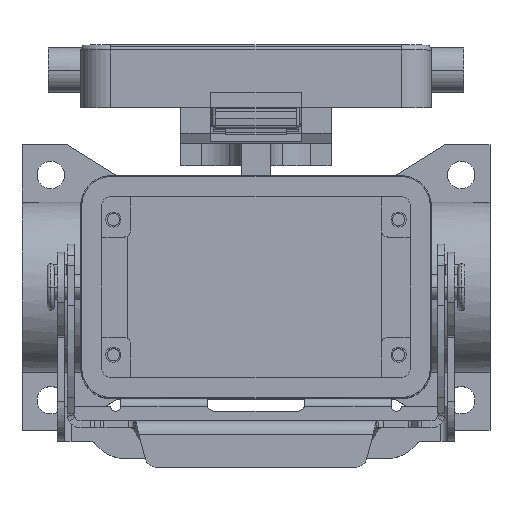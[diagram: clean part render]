
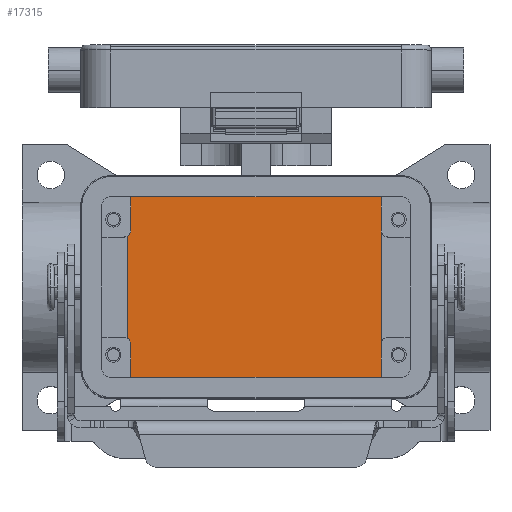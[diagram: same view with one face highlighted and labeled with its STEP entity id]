
A CAD part, top view. The second image highlights one B-rep face of the part: STEP entity #17315.
In plain terms, the highlighted planar face has unit normal (0, 0, 1).
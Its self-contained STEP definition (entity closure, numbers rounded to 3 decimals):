
#17242=CARTESIAN_POINT('',(0.0,0.,-62.0));
#17243=DIRECTION('',(0.0,0.0,1.0));
#17244=DIRECTION('',(1.0,0.0,0.0));
#17245=AXIS2_PLACEMENT_3D('',#17242,#17243,#17244);
#17246=PLANE('',#17245);
#17247=CARTESIAN_POINT('',(-25.75,10.201,-62.0));
#17248=VERTEX_POINT('',#17247);
#17249=CARTESIAN_POINT('',(-25.75,-10.201,-62.0));
#17250=VERTEX_POINT('',#17249);
#17251=CARTESIAN_POINT('',(-25.75,10.201,-62.0));
#17252=DIRECTION('',(0.0,-1.0,0.0));
#17253=VECTOR('',#17252,20.402);
#17254=LINE('',#17251,#17253);
#17255=EDGE_CURVE('',#17248,#17250,#17254,.T.);
#17256=ORIENTED_EDGE('',*,*,#17255,.T.);
#17257=CARTESIAN_POINT('',(-25.0,-11.5,-62.));
#17258=VERTEX_POINT('',#17257);
#17259=CARTESIAN_POINT('',(-26.5,-11.5,-62.0));
#17260=DIRECTION('',(0.0,0.0,-1.0));
#17261=DIRECTION('',(-1.0,0.0,0.0));
#17262=AXIS2_PLACEMENT_3D('',#17259,#17260,#17261);
#17263=CIRCLE('',#17262,1.5);
#17264=EDGE_CURVE('',#17250,#17258,#17263,.T.);
#17265=ORIENTED_EDGE('',*,*,#17264,.T.);
#17266=CARTESIAN_POINT('',(-25.0,-18.25,-62.));
#17267=VERTEX_POINT('',#17266);
#17268=CARTESIAN_POINT('',(-25.0,-11.5,-62.));
#17269=DIRECTION('',(0.0,-1.0,0.0));
#17270=VECTOR('',#17269,6.75);
#17271=LINE('',#17268,#17270);
#17272=EDGE_CURVE('',#17258,#17267,#17271,.T.);
#17273=ORIENTED_EDGE('',*,*,#17272,.T.);
#17274=CARTESIAN_POINT('',(25.0,-18.25,-62.));
#17275=VERTEX_POINT('',#17274);
#17276=CARTESIAN_POINT('',(-25.0,-18.25,-62.));
#17277=DIRECTION('',(1.0,0.0,0.0));
#17278=VECTOR('',#17277,50.0);
#17279=LINE('',#17276,#17278);
#17280=EDGE_CURVE('',#17267,#17275,#17279,.T.);
#17281=ORIENTED_EDGE('',*,*,#17280,.T.);
#17282=CARTESIAN_POINT('',(25.,18.25,-62.));
#17283=VERTEX_POINT('',#17282);
#17284=CARTESIAN_POINT('',(25.0,-18.25,-62.));
#17285=DIRECTION('',(0.0,1.0,0.0));
#17286=VECTOR('',#17285,36.5);
#17287=LINE('',#17284,#17286);
#17288=EDGE_CURVE('',#17275,#17283,#17287,.T.);
#17289=ORIENTED_EDGE('',*,*,#17288,.T.);
#17290=CARTESIAN_POINT('',(-25.0,18.25,-62.));
#17291=VERTEX_POINT('',#17290);
#17292=CARTESIAN_POINT('',(25.,18.25,-62.));
#17293=DIRECTION('',(-1.0,0.0,0.0));
#17294=VECTOR('',#17293,50.);
#17295=LINE('',#17292,#17294);
#17296=EDGE_CURVE('',#17283,#17291,#17295,.T.);
#17297=ORIENTED_EDGE('',*,*,#17296,.T.);
#17298=CARTESIAN_POINT('',(-25.,11.5,-62.));
#17299=VERTEX_POINT('',#17298);
#17300=CARTESIAN_POINT('',(-25.0,18.25,-62.));
#17301=DIRECTION('',(0.0,-1.0,0.0));
#17302=VECTOR('',#17301,6.75);
#17303=LINE('',#17300,#17302);
#17304=EDGE_CURVE('',#17291,#17299,#17303,.T.);
#17305=ORIENTED_EDGE('',*,*,#17304,.T.);
#17306=CARTESIAN_POINT('',(-26.5,11.5,-62.0));
#17307=DIRECTION('',(0.0,0.0,-1.0));
#17308=DIRECTION('',(0.0,-1.0,0.0));
#17309=AXIS2_PLACEMENT_3D('',#17306,#17307,#17308);
#17310=CIRCLE('',#17309,1.5);
#17311=EDGE_CURVE('',#17299,#17248,#17310,.T.);
#17312=ORIENTED_EDGE('',*,*,#17311,.T.);
#17313=EDGE_LOOP('',(#17256,#17265,#17273,#17281,#17289,#17297,#17305,#17312));
#17314=FACE_OUTER_BOUND('',#17313,.T.);
#17315=ADVANCED_FACE('',(#17314),#17246,.T.);
